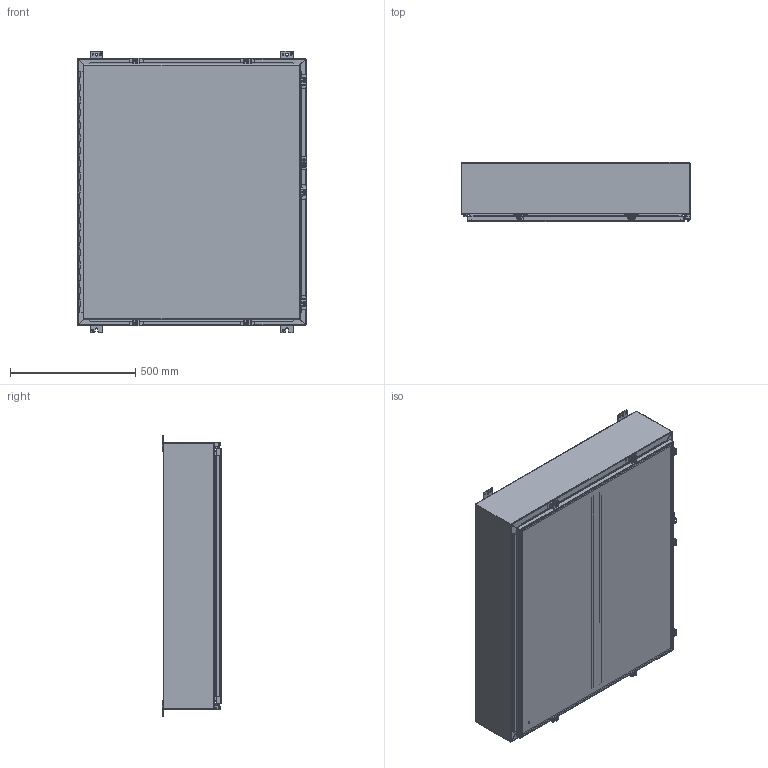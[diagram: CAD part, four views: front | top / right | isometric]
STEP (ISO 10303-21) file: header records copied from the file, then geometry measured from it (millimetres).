
FILE_DESCRIPTION (( 'STEP AP203' ), '1' );
FILE_NAME ('1418N4S16P8_Default.step', '2019-11-01T18:29:49', ( 'ADC123' ), ( 'Microsoft' ), 'SwSTEP 2.0', 'SolidWorks 2019', '' );
FILE_SCHEMA (( 'CONFIG_CONTROL_DESIGN' ));
Products named in the file (1): 1418N4S16P8_Default
Bounding box: 916 x 238.12 x 1123.95 mm (x, y, z)
Volume: 8143121.3 mm3; surface area: 8332128.8 mm2
Topology: 60 solids, 61 shells, 2031 faces, 5267 edges, 3415 vertices
Faces by surface type: plane 1059, cylinder 796, bspline 168, cone 8
Entity records: 70436 total; most frequent: CARTESIAN_POINT 20668, ORIENTED_EDGE 10526, DIRECTION 10133, EDGE_CURVE 5263, AXIS2_PLACEMENT_3D 3446, VERTEX_POINT 3415, LINE 3241, VECTOR 3241
